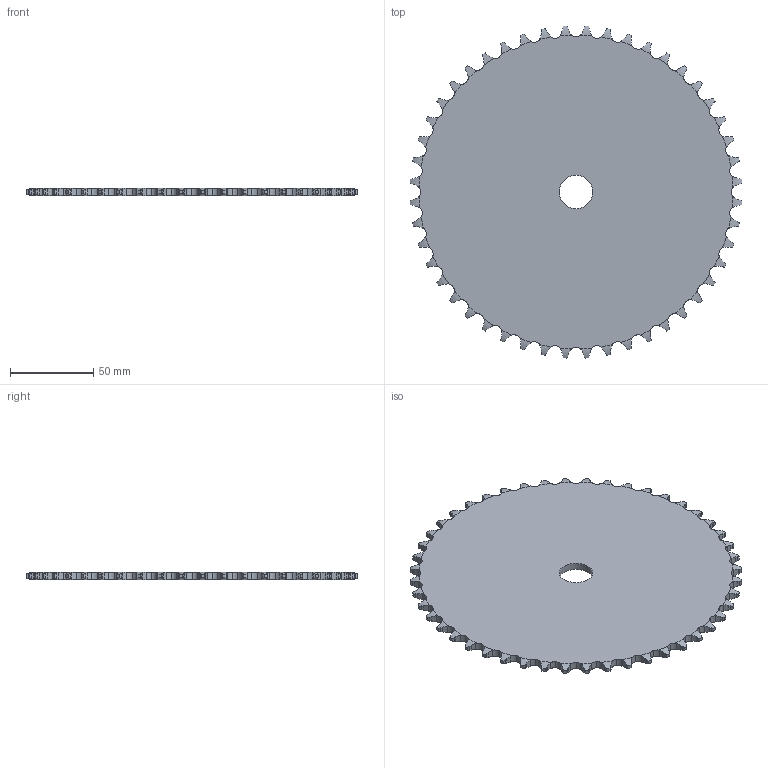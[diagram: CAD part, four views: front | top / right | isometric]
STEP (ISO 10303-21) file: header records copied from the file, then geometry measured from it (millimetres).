
FILE_DESCRIPTION(('FreeCAD Model'),'2;1');
FILE_NAME('Open CASCADE Shape Model','2022-02-19T16:11:17',('FreeCAD'),( 'FreeCAD'),'Open CASCADE STEP processor 7.4','FreeCAD','Unknown');
FILE_SCHEMA(('AUTOMOTIVE_DESIGN { 1 0 10303 214 1 1 1 1 }'));
Products named in the file (1): Open CASCADE STEP translator 7.4 84
Bounding box: 199.39 x 199.39 x 4.5 mm (x, y, z)
Volume: 127634.7 mm3; surface area: 61031.7 mm2
Topology: 1 solids, 1 shells, 531 faces, 1587 edges, 1058 vertices
Faces by surface type: cylinder 337, plane 98, torus 96
Full cylindrical faces by diameter (mm): 20 x1
Entity records: 47740 total; most frequent: CARTESIAN_POINT 21057, DIRECTION 3617, ORIENTED_EDGE 3174, PCURVE 3174, DEFINITIONAL_REPRESENTATION 3174, B_SPLINE_CURVE_WITH_KNOTS 2304, LINE 1781, VECTOR 1781
